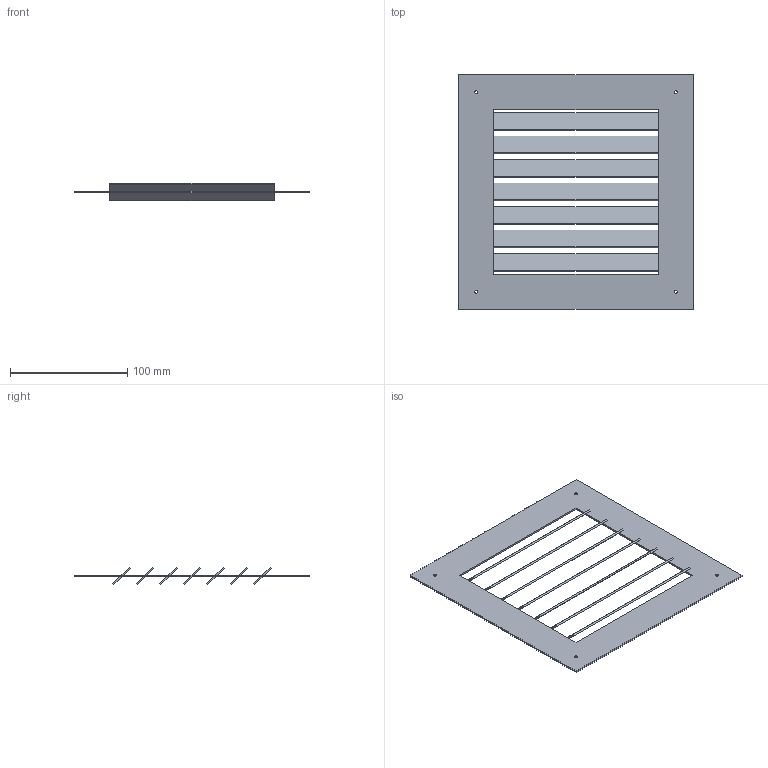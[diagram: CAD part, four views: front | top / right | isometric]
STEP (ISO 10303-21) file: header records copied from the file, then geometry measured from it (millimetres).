
FILE_DESCRIPTION(/* description */ ('STEP AP214'),/* implementation_level */ '2;1');
FILE_NAME(/* name */ '68ca9b6fbe92134a44a920a2',/* time_stamp */ '2025-09-17T11:29:45Z',/* author */ (''),/* organization */ (''),/* preprocessor_version */ 'ST-DEVELOPER v20',/* originating_system */ 'ONSHAPE BY PTC INC, 1.203',/* authorisation */ ' ');
FILE_SCHEMA (('AUTOMOTIVE_DESIGN {1 0 10303 214 3 1 1}'));
Length unit declared in the file: metre
Products named in the file (8): Part 8; Part 2; Part 6; Part 3; Part 7; Part 1; Part 4; Part 5
Bounding box: 200 x 200 x 15.2 mm (x, y, z)
Volume: 59970.5 mm3; surface area: 85407.9 mm2
Topology: 8 solids, 8 shells, 56 faces, 124 edges, 84 vertices
Faces by surface type: plane 52, cylinder 4
Full cylindrical faces by diameter (mm): 2.5 x4
Entity records: 1697 total; most frequent: CARTESIAN_POINT 260, DIRECTION 252, ORIENTED_EDGE 232, EDGE_CURVE 116, LINE 108, VECTOR 108, VERTEX_POINT 80, AXIS2_PLACEMENT_3D 72
